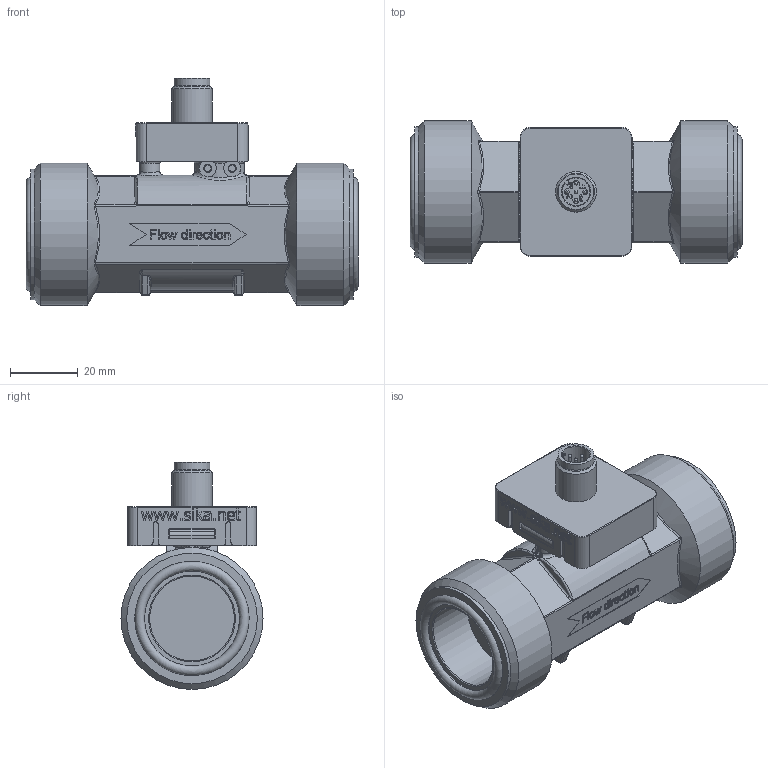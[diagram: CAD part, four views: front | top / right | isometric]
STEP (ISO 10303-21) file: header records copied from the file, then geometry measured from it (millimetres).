
FILE_DESCRIPTION(/* description */ (''),/* implementation_level */ '2;1');
FILE_NAME(/* name */ 'VVXB2EGBAL003516.stp',/* time_stamp */ '2024-04-11T09:31:15+02:00',/* author */ ('sadlowski'),/* organization */ (''),/* preprocessor_version */ 'ST-DEVELOPER v18',/* originating_system */ 'Autodesk Inventor 2020',/* authorisation */ '');
FILE_SCHEMA (('AUTOMOTIVE_DESIGN { 1 0 10303 214 3 1 1 }'));
Length unit declared in the file: millimetre
Products named in the file (1): _
Bounding box: 97.9 x 41.91 x 66.95 mm (x, y, z)
Volume: 99634.8 mm3; surface area: 26667.2 mm2
Topology: 3 solids, 3 shells, 1334 faces, 3511 edges, 2285 vertices
Faces by surface type: plane 728, bspline 364, cylinder 153, torus 49, sphere 23, cone 17
Full cylindrical faces by diameter (mm): 0.5 x1, 0.714 x1, 1 x5, 2 x4, 10.5 x1, 12 x1, 25 x2, 28 x2, 33.7 x2, 38.5 x2, 41.91 x2
Entity records: 45847 total; most frequent: CARTESIAN_POINT 15024, ORIENTED_EDGE 7008, DIRECTION 5224, EDGE_CURVE 3504, VERTEX_POINT 2285, LINE 2174, VECTOR 2174, AXIS2_PLACEMENT_3D 1525
